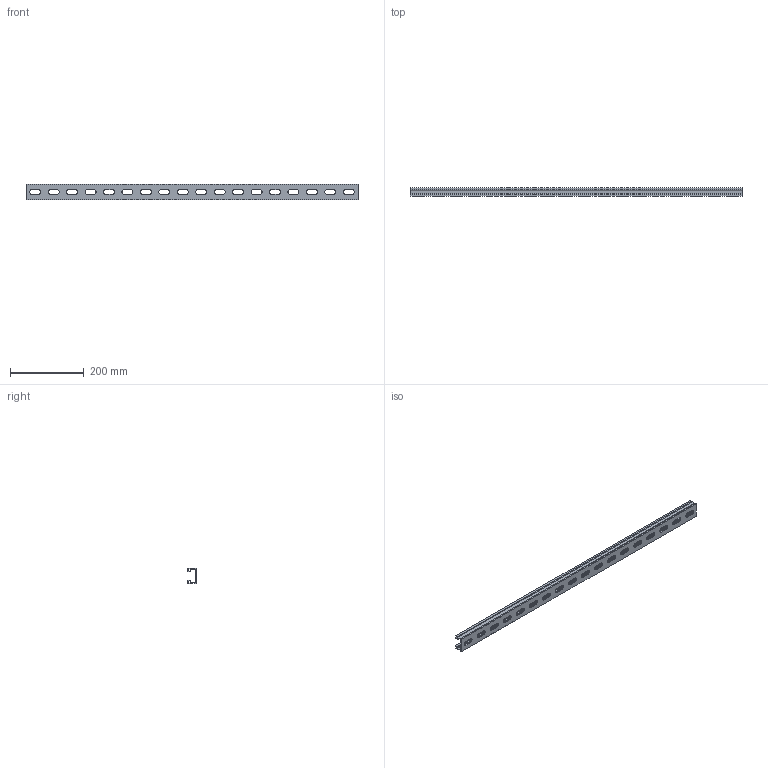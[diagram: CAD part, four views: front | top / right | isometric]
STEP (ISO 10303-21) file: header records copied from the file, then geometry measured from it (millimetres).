
FILE_DESCRIPTION(/* description */ (''),/* implementation_level */ '2;1');
FILE_NAME(/* name */ '',/* time_stamp */ '2023-05-15T15:01:58+03:00',/* author */ ('Man88'),/* organization */ (''),/* preprocessor_version */ 'ST-DEVELOPER v19.2',/* originating_system */ 'Autodesk Inventor 2023',/* authorisation */ '');
FILE_SCHEMA (('AUTOMOTIVE_DESIGN { 1 0 10303 214 3 1 1 }'));
Length unit declared in the file: millimetre
Products named in the file (1): Страт-профиль 
41-21-900, STPU41-21-900
Bounding box: 900 x 22.79 x 41.3 mm (x, y, z)
Volume: 224397.4 mm3; surface area: 188004.9 mm2
Topology: 1 solids, 1 shells, 109 faces, 321 edges, 214 vertices
Faces by surface type: plane 62, cylinder 47
Entity records: 3873 total; most frequent: CARTESIAN_POINT 645, ORIENTED_EDGE 642, DIRECTION 635, EDGE_CURVE 321, LINE 227, VECTOR 227, VERTEX_POINT 214, AXIS2_PLACEMENT_3D 204
